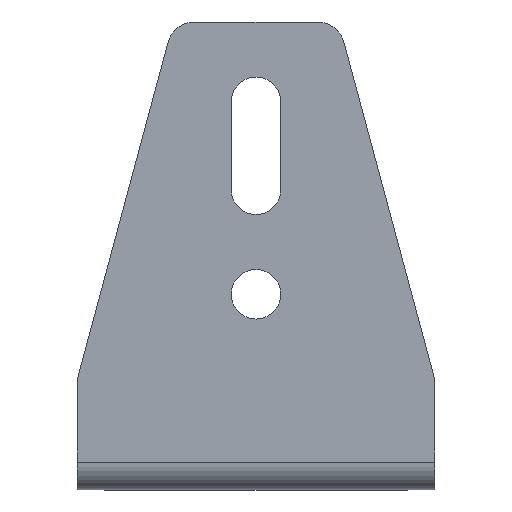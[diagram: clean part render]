
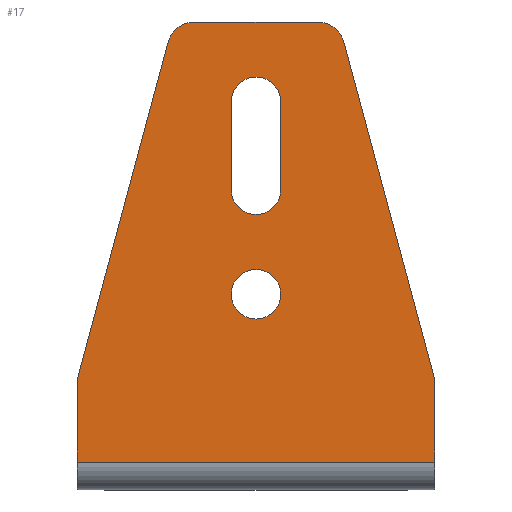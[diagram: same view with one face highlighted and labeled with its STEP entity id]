
A CAD part, top view. The second image highlights one B-rep face of the part: STEP entity #17.
In plain terms, the highlighted planar face has unit normal (0, 0, 1).
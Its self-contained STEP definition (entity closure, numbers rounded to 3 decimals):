
#3 = VERTEX_POINT ( 'NONE', #272 ) ;
#15 = LINE ( 'NONE', #376, #30 ) ;
#17 = ADVANCED_FACE ( 'NONE', ( #727, #474, #834 ), #1038, .F. ) ;
#19 = LINE ( 'NONE', #938, #513 ) ;
#23 = ORIENTED_EDGE ( 'NONE', *, *, #573, .T. ) ;
#30 = VECTOR ( 'NONE', #1024, 1000. ) ;
#46 = CARTESIAN_POINT ( 'NONE',  ( 48.496, 81.3, 0. ) ) ;
#49 = ORIENTED_EDGE ( 'NONE', *, *, #797, .F. ) ;
#61 = CARTESIAN_POINT ( 'NONE',  ( 28., 35.5, 0. ) ) ;
#84 = CARTESIAN_POINT ( 'NONE',  ( 37., 54.5, 0. ) ) ;
#112 = CARTESIAN_POINT ( 'NONE',  ( 32.5, 35.5, 0. ) ) ;
#129 = ORIENTED_EDGE ( 'NONE', *, *, #260, .T. ) ;
#139 = LINE ( 'NONE', #981, #1091 ) ;
#141 = AXIS2_PLACEMENT_3D ( 'NONE', #813, #698, #338 ) ;
#151 = CARTESIAN_POINT ( 'NONE',  ( 65., 0., 0. ) ) ;
#152 = CARTESIAN_POINT ( 'NONE',  ( 0., 20., 0. ) ) ;
#157 = DIRECTION ( 'NONE',  ( -1., 0., 0. ) ) ;
#161 = VERTEX_POINT ( 'NONE', #46 ) ;
#166 = DIRECTION ( 'NONE',  ( 0., 0., -1. ) ) ;
#206 = VERTEX_POINT ( 'NONE', #322 ) ;
#207 = DIRECTION ( 'NONE',  ( 0., 0., -1. ) ) ;
#214 = CARTESIAN_POINT ( 'NONE',  ( 21.332, 85., 0. ) ) ;
#251 = DIRECTION ( 'NONE',  ( 0., -1., 0. ) ) ;
#259 = CARTESIAN_POINT ( 'NONE',  ( 32.5, 70.5, 0. ) ) ;
#260 = EDGE_CURVE ( 'NONE', #515, #3, #293, .T. ) ;
#262 = ORIENTED_EDGE ( 'NONE', *, *, #1051, .T. ) ;
#269 = VERTEX_POINT ( 'NONE', #895 ) ;
#272 = CARTESIAN_POINT ( 'NONE',  ( 28., 54.5, 0. ) ) ;
#276 = AXIS2_PLACEMENT_3D ( 'NONE', #351, #988, #157 ) ;
#284 = CARTESIAN_POINT ( 'NONE',  ( 21.332, 80., 0. ) ) ;
#293 = CIRCLE ( 'NONE', #276, 4.5 ) ;
#295 = AXIS2_PLACEMENT_3D ( 'NONE', #1035, #588, #863 ) ;
#322 = CARTESIAN_POINT ( 'NONE',  ( 37., 35.5, 0. ) ) ;
#329 = VERTEX_POINT ( 'NONE', #152 ) ;
#330 = CARTESIAN_POINT ( 'NONE',  ( 28., 0., 0. ) ) ;
#335 = VECTOR ( 'NONE', #762, 1000. ) ;
#338 = DIRECTION ( 'NONE',  ( -1., 0., 0. ) ) ;
#342 = EDGE_LOOP ( 'NONE', ( #1181, #585, #903, #129 ) ) ;
#349 = ORIENTED_EDGE ( 'NONE', *, *, #1061, .F. ) ;
#350 = DIRECTION ( 'NONE',  ( -1., 0., 0. ) ) ;
#351 = CARTESIAN_POINT ( 'NONE',  ( 32.5, 54.5, 0. ) ) ;
#376 = CARTESIAN_POINT ( 'NONE',  ( 0., 0., 0. ) ) ;
#377 = DIRECTION ( 'NONE',  ( -1., 0., 0. ) ) ;
#392 = CIRCLE ( 'NONE', #993, 5. ) ;
#400 = EDGE_CURVE ( 'NONE', #780, #515, #736, .T. ) ;
#424 = EDGE_CURVE ( 'NONE', #329, #269, #15, .T. ) ;
#429 = EDGE_CURVE ( 'NONE', #591, #529, #640, .T. ) ;
#436 = CARTESIAN_POINT ( 'NONE',  ( 37., 70.5, 0. ) ) ;
#453 = CIRCLE ( 'NONE', #625, 4.5 ) ;
#454 = VERTEX_POINT ( 'NONE', #465 ) ;
#465 = CARTESIAN_POINT ( 'NONE',  ( 65., 5., 0. ) ) ;
#474 = FACE_BOUND ( 'NONE', #342, .T. ) ;
#480 = DIRECTION ( 'NONE',  ( 0., 0., -1. ) ) ;
#482 = ORIENTED_EDGE ( 'NONE', *, *, #778, .T. ) ;
#487 = DIRECTION ( 'NONE',  ( -1., 0., 0. ) ) ;
#508 = DIRECTION ( 'NONE',  ( -0.26, 0.966, 0. ) ) ;
#513 = VECTOR ( 'NONE', #668, 1000. ) ;
#515 = VERTEX_POINT ( 'NONE', #84 ) ;
#516 = LINE ( 'NONE', #151, #1090 ) ;
#518 = ORIENTED_EDGE ( 'NONE', *, *, #429, .T. ) ;
#519 = DIRECTION ( 'NONE',  ( 0., 1., 0. ) ) ;
#529 = VERTEX_POINT ( 'NONE', #214 ) ;
#534 = EDGE_LOOP ( 'NONE', ( #518, #645, #262, #576, #349, #49, #1089, #482 ) ) ;
#544 = VECTOR ( 'NONE', #832, 1000. ) ;
#573 = EDGE_CURVE ( 'NONE', #829, #206, #1075, .T. ) ;
#576 = ORIENTED_EDGE ( 'NONE', *, *, #424, .T. ) ;
#581 = CARTESIAN_POINT ( 'NONE',  ( 28., 70.5, 0. ) ) ;
#585 = ORIENTED_EDGE ( 'NONE', *, *, #948, .T. ) ;
#588 = DIRECTION ( 'NONE',  ( 0., 0., -1. ) ) ;
#591 = VERTEX_POINT ( 'NONE', #874 ) ;
#610 = LINE ( 'NONE', #330, #759 ) ;
#622 = CIRCLE ( 'NONE', #934, 4.5 ) ;
#625 = AXIS2_PLACEMENT_3D ( 'NONE', #112, #207, #487 ) ;
#640 = LINE ( 'NONE', #731, #880 ) ;
#645 = ORIENTED_EDGE ( 'NONE', *, *, #862, .T. ) ;
#668 = DIRECTION ( 'NONE',  ( -0.26, -0.966, 0. ) ) ;
#698 = DIRECTION ( 'NONE',  ( 0., 0., 1. ) ) ;
#727 = FACE_BOUND ( 'NONE', #802, .T. ) ;
#731 = CARTESIAN_POINT ( 'NONE',  ( 65., 85., 0. ) ) ;
#736 = LINE ( 'NONE', #820, #544 ) ;
#741 = EDGE_CURVE ( 'NONE', #772, #161, #139, .T. ) ;
#755 = LINE ( 'NONE', #1033, #335 ) ;
#759 = VECTOR ( 'NONE', #519, 1000. ) ;
#762 = DIRECTION ( 'NONE',  ( -1., 0., 0. ) ) ;
#772 = VERTEX_POINT ( 'NONE', #1182 ) ;
#778 = EDGE_CURVE ( 'NONE', #161, #591, #858, .T. ) ;
#780 = VERTEX_POINT ( 'NONE', #436 ) ;
#796 = ORIENTED_EDGE ( 'NONE', *, *, #1094, .T. ) ;
#797 = EDGE_CURVE ( 'NONE', #772, #454, #516, .T. ) ;
#802 = EDGE_LOOP ( 'NONE', ( #23, #796 ) ) ;
#807 = VERTEX_POINT ( 'NONE', #889 ) ;
#813 = CARTESIAN_POINT ( 'NONE',  ( 43.668, 80., 0. ) ) ;
#820 = CARTESIAN_POINT ( 'NONE',  ( 37., 0., 0. ) ) ;
#829 = VERTEX_POINT ( 'NONE', #61 ) ;
#832 = DIRECTION ( 'NONE',  ( 0., -1., 0. ) ) ;
#834 = FACE_OUTER_BOUND ( 'NONE', #534, .T. ) ;
#847 = EDGE_CURVE ( 'NONE', #3, #1069, #610, .T. ) ;
#858 = CIRCLE ( 'NONE', #141, 5. ) ;
#862 = EDGE_CURVE ( 'NONE', #529, #807, #392, .T. ) ;
#863 = DIRECTION ( 'NONE',  ( -1., 0., 0. ) ) ;
#874 = CARTESIAN_POINT ( 'NONE',  ( 43.668, 85., 0. ) ) ;
#880 = VECTOR ( 'NONE', #1101, 1000. ) ;
#889 = CARTESIAN_POINT ( 'NONE',  ( 16.504, 81.3, 0. ) ) ;
#895 = CARTESIAN_POINT ( 'NONE',  ( 0., 5., 0. ) ) ;
#903 = ORIENTED_EDGE ( 'NONE', *, *, #400, .T. ) ;
#930 = CARTESIAN_POINT ( 'NONE',  ( 65., 0., 0. ) ) ;
#934 = AXIS2_PLACEMENT_3D ( 'NONE', #259, #166, #1099 ) ;
#938 = CARTESIAN_POINT ( 'NONE',  ( -0.628, 17.669, 0. ) ) ;
#948 = EDGE_CURVE ( 'NONE', #1069, #780, #622, .T. ) ;
#981 = CARTESIAN_POINT ( 'NONE',  ( 70.021, 1.352, 0. ) ) ;
#988 = DIRECTION ( 'NONE',  ( 0., 0., -1. ) ) ;
#993 = AXIS2_PLACEMENT_3D ( 'NONE', #284, #1003, #350 ) ;
#1003 = DIRECTION ( 'NONE',  ( 0., 0., 1. ) ) ;
#1024 = DIRECTION ( 'NONE',  ( 0., -1., 0. ) ) ;
#1033 = CARTESIAN_POINT ( 'NONE',  ( 65., 5., 0. ) ) ;
#1035 = CARTESIAN_POINT ( 'NONE',  ( 32.5, 35.5, 0. ) ) ;
#1038 = PLANE ( 'NONE',  #1113 ) ;
#1051 = EDGE_CURVE ( 'NONE', #807, #329, #19, .T. ) ;
#1061 = EDGE_CURVE ( 'NONE', #454, #269, #755, .T. ) ;
#1069 = VERTEX_POINT ( 'NONE', #581 ) ;
#1075 = CIRCLE ( 'NONE', #295, 4.5 ) ;
#1089 = ORIENTED_EDGE ( 'NONE', *, *, #741, .T. ) ;
#1090 = VECTOR ( 'NONE', #251, 1000. ) ;
#1091 = VECTOR ( 'NONE', #508, 1000. ) ;
#1094 = EDGE_CURVE ( 'NONE', #206, #829, #453, .T. ) ;
#1099 = DIRECTION ( 'NONE',  ( -1., 0., 0. ) ) ;
#1101 = DIRECTION ( 'NONE',  ( -1., 0., 0. ) ) ;
#1113 = AXIS2_PLACEMENT_3D ( 'NONE', #930, #480, #377 ) ;
#1181 = ORIENTED_EDGE ( 'NONE', *, *, #847, .T. ) ;
#1182 = CARTESIAN_POINT ( 'NONE',  ( 65., 20., 0. ) ) ;
